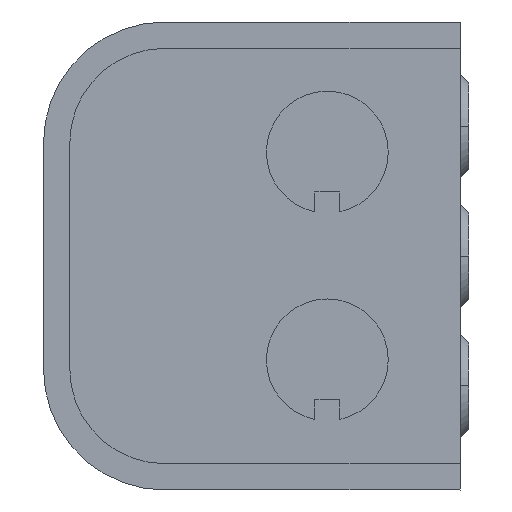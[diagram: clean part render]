
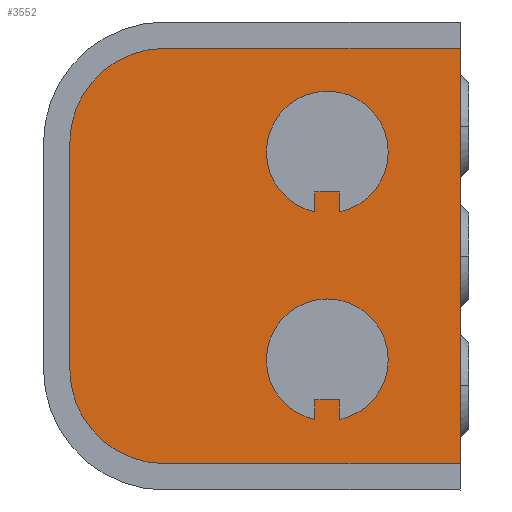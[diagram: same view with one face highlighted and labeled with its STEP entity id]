
A CAD part, left-side view. The second image highlights one B-rep face of the part: STEP entity #3552.
In plain terms, the highlighted planar face has unit normal (-1, 0, 0).
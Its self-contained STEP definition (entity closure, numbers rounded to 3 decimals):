
#2166=CARTESIAN_POINT('POINT151',(2.54,26.67,
   8.11));
#2167=VERTEX_POINT('VERTEX151',#2166);
#2174=CARTESIAN_POINT('POINT152',(2.54,26.67,11.748));
#2175=VERTEX_POINT('VERTEX152',#2174);
#2176=CARTESIAN_POINT('POS214',(2.54,26.67,8.573));
#2177=DIRECTION('DIR332',(0.,0.,-1.));
#2178=VECTOR('VEC96',#2177,25.4);
#2179=LINE('STRAIGHT96',#2176,#2178);
#2180=EDGE_CURVE('EDGE214',#2175,#2167,#2179,.T.);
#2198=CARTESIAN_POINT('POINT153',(2.54,22.098,11.748));
#2199=VERTEX_POINT('VERTEX153',#2198);
#2200=CARTESIAN_POINT('POS217',(2.54,24.384,11.748));
#2201=DIRECTION('DIR336',(0.,-1.,0.));
#2202=VECTOR('VEC98',#2201,25.4);
#2203=LINE('STRAIGHT98',#2200,#2202);
#2204=EDGE_CURVE('EDGE216',#2175,#2199,#2203,.T.);
#2222=CARTESIAN_POINT('POINT154',(2.54,22.098,
   8.11));
#2223=VERTEX_POINT('VERTEX154',#2222);
#2224=CARTESIAN_POINT('POS220',(2.54,22.098,8.573));
#2225=DIRECTION('DIR340',(0.,0.,-1.));
#2226=VECTOR('VEC100',#2225,25.4);
#2227=LINE('STRAIGHT100',#2224,#2226);
#2228=EDGE_CURVE('EDGE218',#2199,#2223,#2227,.T.);
#2244=CARTESIAN_POINT('POINT155',(2.54,13.208,19.05));
#2245=VERTEX_POINT('VERTEX155',#2244);
#2254=CARTESIAN_POINT('POS224',(2.54,24.384,19.05));
#2255=DIRECTION('DIR345',(1.,0.,
   0.));
#2256=DIRECTION('DIR346',(0.,-1.,0.));
#2257=AXIS2_PLACEMENT_3D('AXIS122',#2254,#2255,#2256);
#2258=CIRCLE('ELLIPSE57',#2257,11.176);
#2259=EDGE_CURVE('EDGE221',#2245,#2223,#2258,.T.);
#2270=CARTESIAN_POINT('POINT156',(2.54,35.56,19.05));
#2271=VERTEX_POINT('VERTEX156',#2270);
#2272=EDGE_CURVE('EDGE222',#2271,#2245,#2258,.T.);
#2285=EDGE_CURVE('EDGE224',#2167,#2271,#2258,.T.);
#2293=CARTESIAN_POINT('POINT157',(2.54,26.67,
   -29.99));
#2294=VERTEX_POINT('VERTEX157',#2293);
#2301=CARTESIAN_POINT('POINT158',(2.54,26.67,-26.353));
#2302=VERTEX_POINT('VERTEX158',#2301);
#2303=CARTESIAN_POINT('POS228',(2.54,26.67,-29.528));
#2304=DIRECTION('DIR351',(0.,0.,-1.));
#2305=VECTOR('VEC105',#2304,25.4);
#2306=LINE('STRAIGHT105',#2303,#2305);
#2307=EDGE_CURVE('EDGE226',#2302,#2294,#2306,.T.);
#2325=CARTESIAN_POINT('POINT159',(2.54,22.098,-26.353));
#2326=VERTEX_POINT('VERTEX159',#2325);
#2327=CARTESIAN_POINT('POS231',(2.54,24.384,-26.353));
#2328=DIRECTION('DIR355',(0.,-1.,0.));
#2329=VECTOR('VEC107',#2328,25.4);
#2330=LINE('STRAIGHT107',#2327,#2329);
#2331=EDGE_CURVE('EDGE228',#2302,#2326,#2330,.T.);
#2349=CARTESIAN_POINT('POINT160',(2.54,22.098,
   -29.99));
#2350=VERTEX_POINT('VERTEX160',#2349);
#2351=CARTESIAN_POINT('POS234',(2.54,22.098,-29.528));
#2352=DIRECTION('DIR359',(0.,0.,-1.));
#2353=VECTOR('VEC109',#2352,25.4);
#2354=LINE('STRAIGHT109',#2351,#2353);
#2355=EDGE_CURVE('EDGE230',#2326,#2350,#2354,.T.);
#2371=CARTESIAN_POINT('POINT161',(2.54,13.208,
   -19.05));
#2372=VERTEX_POINT('VERTEX161',#2371);
#2381=CARTESIAN_POINT('POS238',(2.54,24.384,
   -19.05));
#2382=DIRECTION('DIR364',(1.,0.,
   0.));
#2383=DIRECTION('DIR365',(0.,-1.,0.));
#2384=AXIS2_PLACEMENT_3D('AXIS127',#2381,#2382,#2383);
#2385=CIRCLE('ELLIPSE58',#2384,11.176);
#2386=EDGE_CURVE('EDGE233',#2372,#2350,#2385,.T.);
#2397=CARTESIAN_POINT('POINT162',(2.54,35.56,
   -19.05));
#2398=VERTEX_POINT('VERTEX162',#2397);
#2399=EDGE_CURVE('EDGE234',#2398,#2372,#2385,.T.);
#2412=EDGE_CURVE('EDGE236',#2294,#2398,#2385,.T.);
#2419=CARTESIAN_POINT('POINT163',(2.54,54.229,
   38.1));
#2420=VERTEX_POINT('VERTEX163',#2419);
#2421=CARTESIAN_POINT('POINT164',(2.54,71.628,20.701));
#2422=VERTEX_POINT('VERTEX164',#2421);
#2423=CARTESIAN_POINT('POS241',(2.54,54.229,
   20.701));
#2424=DIRECTION('DIR369',(-1.,0.,
   0.));
#2425=DIRECTION('DIR370',(0.,1.,
   0.));
#2426=AXIS2_PLACEMENT_3D('AXIS129',#2423,#2424,#2425);
#2427=CIRCLE('ELLIPSE59',#2426,17.399);
#2428=EDGE_CURVE('EDGE237',#2420,#2422,#2427,.T.);
#2461=CARTESIAN_POINT('POINT167',(2.54,71.628,
   -20.701));
#2462=VERTEX_POINT('VERTEX167',#2461);
#2463=CARTESIAN_POINT('POS246',(2.54,71.628,-20.701));
#2464=DIRECTION('DIR377',(0.,0.,
   -1.));
#2465=VECTOR('VEC115',#2464,25.4);
#2466=LINE('STRAIGHT115',#2463,#2465);
#2467=EDGE_CURVE('EDGE241',#2422,#2462,#2466,.T.);
#2492=CARTESIAN_POINT('POINT169',(2.54,54.229,-38.1));
#2493=VERTEX_POINT('VERTEX169',#2492);
#2494=CARTESIAN_POINT('POS250',(2.54,54.229,
   -20.701));
#2495=DIRECTION('DIR382',(-1.,0.,
   0.));
#2496=DIRECTION('DIR383',(0.,0.,
   -1.));
#2497=AXIS2_PLACEMENT_3D('AXIS133',#2494,#2495,#2496);
#2498=CIRCLE('ELLIPSE61',#2497,17.399);
#2499=EDGE_CURVE('EDGE244',#2462,#2493,#2498,.T.);
#3480=CARTESIAN_POINT('POINT226',(2.54,0.,
   -38.1));
#3481=VERTEX_POINT('VERTEX226',#3480);
#3482=CARTESIAN_POINT('POS353',(2.54,0.,
   -38.1));
#3483=DIRECTION('DIR539',(0.,-1.,
   0.));
#3484=VECTOR('VEC167',#3483,25.4);
#3485=LINE('STRAIGHT167',#3482,#3484);
#3486=EDGE_CURVE('EDGE337',#2493,#3481,#3485,.T.);
#3511=ORIENTED_EDGE('COEDGE605',*,*,#2412,.T.);
#3512=ORIENTED_EDGE('COEDGE606',*,*,#2399,.T.);
#3513=ORIENTED_EDGE('COEDGE607',*,*,#2386,.T.);
#3514=ORIENTED_EDGE('COEDGE608',*,*,#2355,.F.);
#3515=ORIENTED_EDGE('COEDGE609',*,*,#2331,.F.);
#3516=ORIENTED_EDGE('COEDGE610',*,*,#2307,.T.);
#3517=EDGE_LOOP('NONE',(#3511,#3512,#3513,#3514,#3515,#3516));
#3518=FACE_BOUND('LOOP1',#3517,.T.);
#3519=ORIENTED_EDGE('COEDGE611',*,*,#2285,.T.);
#3520=ORIENTED_EDGE('COEDGE612',*,*,#2272,.T.);
#3521=ORIENTED_EDGE('COEDGE613',*,*,#2259,.T.);
#3522=ORIENTED_EDGE('COEDGE614',*,*,#2228,.F.);
#3523=ORIENTED_EDGE('COEDGE615',*,*,#2204,.F.);
#3524=ORIENTED_EDGE('COEDGE616',*,*,#2180,.T.);
#3525=EDGE_LOOP('NONE',(#3519,#3520,#3521,#3522,#3523,#3524));
#3526=FACE_BOUND('LOOP1',#3525,.T.);
#3527=CARTESIAN_POINT('POINT228',(2.54,0.,
   38.1));
#3528=VERTEX_POINT('VERTEX228',#3527);
#3529=CARTESIAN_POINT('POS357',(2.54,0.,
   0.));
#3530=DIRECTION('DIR544',(0.,0.,
   -1.));
#3531=VECTOR('VEC170',#3530,25.4);
#3532=LINE('STRAIGHT170',#3529,#3531);
#3533=EDGE_CURVE('EDGE340',#3528,#3481,#3532,.T.);
#3534=ORIENTED_EDGE('COEDGE617',*,*,#3533,.F.);
#3535=CARTESIAN_POINT('POS358',(2.54,54.229,38.1));
#3536=DIRECTION('DIR545',(0.,1.,
   0.));
#3537=VECTOR('VEC171',#3536,25.4);
#3538=LINE('STRAIGHT171',#3535,#3537);
#3539=EDGE_CURVE('EDGE341',#3528,#2420,#3538,.T.);
#3540=ORIENTED_EDGE('COEDGE618',*,*,#3539,.T.);
#3541=ORIENTED_EDGE('COEDGE619',*,*,#2428,.T.);
#3542=ORIENTED_EDGE('COEDGE620',*,*,#2467,.T.);
#3543=ORIENTED_EDGE('COEDGE621',*,*,#2499,.T.);
#3544=ORIENTED_EDGE('COEDGE622',*,*,#3486,.T.);
#3545=EDGE_LOOP('NONE',(#3534,#3540,#3541,#3542,#3543,#3544));
#3546=FACE_BOUND('LOOP1',#3545,.T.);
#3547=CARTESIAN_POINT('POS359',(2.54,33.71,
   0.));
#3548=DIRECTION('DIR546',(1.,0.,
   0.));
#3549=DIRECTION('DIR547',(0.,1.,
   0.));
#3550=AXIS2_PLACEMENT_3D('AXIS188',#3547,#3548,#3549);
#3551=PLANE('PLANE45',#3550);
#3552=ADVANCED_FACE('FACE155',(#3518,#3526,#3546),#3551,.F.);
